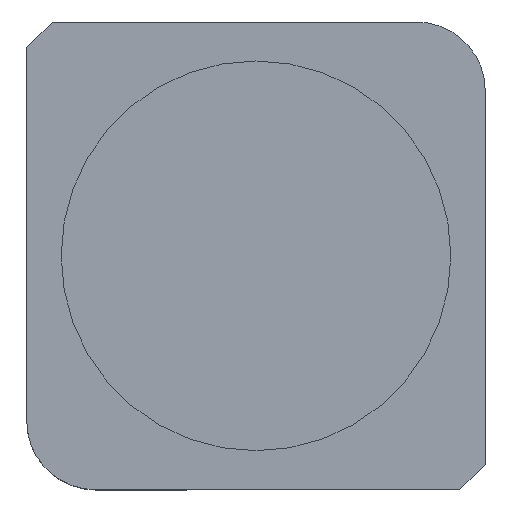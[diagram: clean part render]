
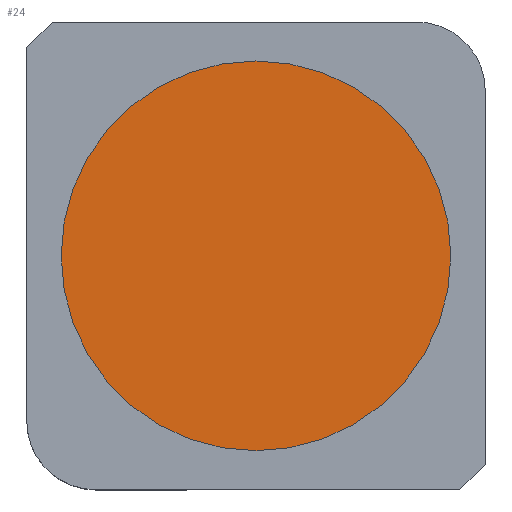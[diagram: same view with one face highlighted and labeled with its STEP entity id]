
A CAD part, top view. The second image highlights one B-rep face of the part: STEP entity #24.
In plain terms, the highlighted planar face has unit normal (0, 0, 1).
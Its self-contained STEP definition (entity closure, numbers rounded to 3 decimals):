
#12 = AXIS2_PLACEMENT_3D ( 'NONE', #33, #308, #154 ) ;
#13 = CIRCLE ( 'NONE', #172, 4.25 ) ;
#22 = DIRECTION ( 'NONE',  ( 0., 0., 1. ) ) ;
#24 = ADVANCED_FACE ( 'NONE', ( #166 ), #410, .T. ) ;
#33 = CARTESIAN_POINT ( 'NONE',  ( 0., 0., 3.9 ) ) ;
#34 = CARTESIAN_POINT ( 'NONE',  ( 4.25, 0., 3.9 ) ) ;
#61 = DIRECTION ( 'NONE',  ( 1., 0., 0. ) ) ;
#74 = CARTESIAN_POINT ( 'NONE',  ( 0., 0., 3.9 ) ) ;
#85 = EDGE_CURVE ( 'NONE', #119, #140, #386, .T. ) ;
#119 = VERTEX_POINT ( 'NONE', #34 ) ;
#140 = VERTEX_POINT ( 'NONE', #264 ) ;
#154 = DIRECTION ( 'NONE',  ( 1., 0., 0. ) ) ;
#166 = FACE_OUTER_BOUND ( 'NONE', #398, .T. ) ;
#172 = AXIS2_PLACEMENT_3D ( 'NONE', #348, #22, #61 ) ;
#261 = AXIS2_PLACEMENT_3D ( 'NONE', #74, #356, #416 ) ;
#264 = CARTESIAN_POINT ( 'NONE',  ( -4.25, 0., 3.9 ) ) ;
#308 = DIRECTION ( 'NONE',  ( 0., 0., 1. ) ) ;
#335 = ORIENTED_EDGE ( 'NONE', *, *, #352, .T. ) ;
#348 = CARTESIAN_POINT ( 'NONE',  ( 0., 0., 3.9 ) ) ;
#352 = EDGE_CURVE ( 'NONE', #140, #119, #13, .T. ) ;
#356 = DIRECTION ( 'NONE',  ( 0., 0., 1. ) ) ;
#370 = ORIENTED_EDGE ( 'NONE', *, *, #85, .T. ) ;
#386 = CIRCLE ( 'NONE', #261, 4.25 ) ;
#398 = EDGE_LOOP ( 'NONE', ( #370, #335 ) ) ;
#410 = PLANE ( 'NONE',  #12 ) ;
#416 = DIRECTION ( 'NONE',  ( 1., 0., 0. ) ) ;
